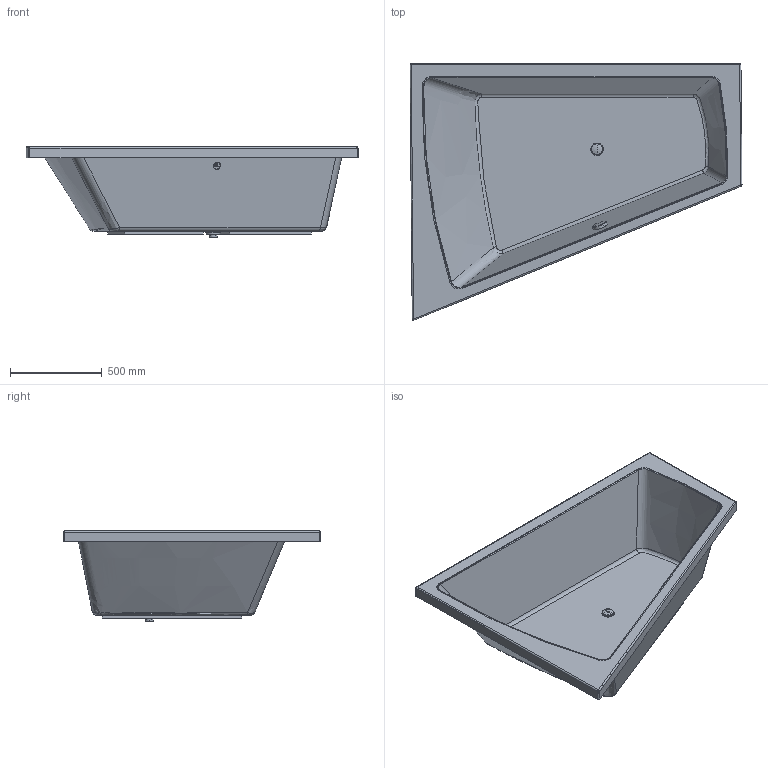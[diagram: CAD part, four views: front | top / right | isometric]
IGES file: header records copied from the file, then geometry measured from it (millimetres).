
Global section: file name: No Iges File Name specified; native system: Autodesk Inventor 2009; preprocessor: AutoDesk Inventor Iges Exporter R2009; author: Andreas; date: 20100722.223815; units: millimetre
Bounding box: 1806.06 x 1397.27 x 491.12 mm (x, y, z)
Volume: 32710011.4 mm3; surface area: 7410460.3 mm2
Topology: 5 solids, 5 shells, 142 faces, 355 edges, 218 vertices
Faces by surface type: plane 48, bspline 32, cylinder 29, revolution 18, torus 10, sphere 3, cone 2
